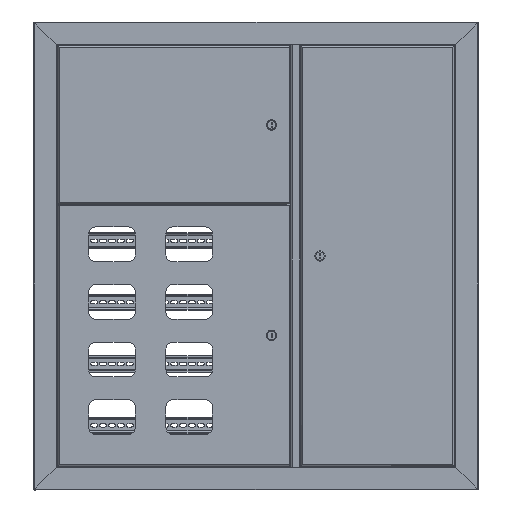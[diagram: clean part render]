
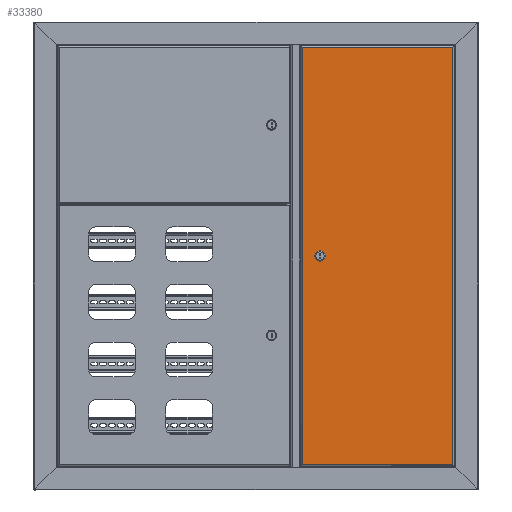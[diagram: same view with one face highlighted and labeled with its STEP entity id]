
A CAD part, top view. The second image highlights one B-rep face of the part: STEP entity #33380.
In plain terms, the highlighted planar face has unit normal (0, 0, 1).
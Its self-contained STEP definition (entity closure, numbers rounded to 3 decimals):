
#725 = CIRCLE ( 'NONE', #49973, 9.25 ) ;
#785 = VECTOR ( 'NONE', #8299, 1000. ) ;
#1667 = DIRECTION ( 'NONE',  ( -1., 0., 0. ) ) ;
#2485 = DIRECTION ( 'NONE',  ( 0., 1., 0. ) ) ;
#2520 = EDGE_LOOP ( 'NONE', ( #19389, #49552, #31898, #38336 ) ) ;
#3509 = VERTEX_POINT ( 'NONE', #8215 ) ;
#3826 = CARTESIAN_POINT ( 'NONE',  ( 1.7, 324.293, 0. ) ) ;
#3901 = DIRECTION ( 'NONE',  ( 1., 0., 0. ) ) ;
#3938 = DIRECTION ( 'NONE',  ( -1., 0., 0. ) ) ;
#5355 = DIRECTION ( 'NONE',  ( 0., 0., 1. ) ) ;
#5706 = LINE ( 'NONE', #38958, #30128 ) ;
#6414 = EDGE_CURVE ( 'NONE', #24724, #3509, #17359, .T. ) ;
#6503 = EDGE_CURVE ( 'NONE', #48891, #49388, #5706, .T. ) ;
#6707 = CARTESIAN_POINT ( 'NONE',  ( 894.7, 1.7, 0. ) ) ;
#7051 = DIRECTION ( 'NONE',  ( 0., 0., 1. ) ) ;
#7899 = VERTEX_POINT ( 'NONE', #6707 ) ;
#7903 = VECTOR ( 'NONE', #2485, 1000. ) ;
#8207 = ORIENTED_EDGE ( 'NONE', *, *, #9825, .F. ) ;
#8215 = CARTESIAN_POINT ( 'NONE',  ( 444.551, 31.5, 0. ) ) ;
#8299 = DIRECTION ( 'NONE',  ( 1., 0., 0. ) ) ;
#9825 = EDGE_CURVE ( 'NONE', #23870, #15330, #725, .T. ) ;
#10513 = ORIENTED_EDGE ( 'NONE', *, *, #57061, .F. ) ;
#12944 = CARTESIAN_POINT ( 'NONE',  ( 1.7, 1.7, 0. ) ) ;
#13704 = DIRECTION ( 'NONE',  ( 0., -1., 0. ) ) ;
#14116 = CARTESIAN_POINT ( 'NONE',  ( 444.551, 48.5, 0. ) ) ;
#15330 = VERTEX_POINT ( 'NONE', #28323 ) ;
#15712 = CARTESIAN_POINT ( 'NONE',  ( 894.7, 324., 0. ) ) ;
#16065 = LINE ( 'NONE', #34848, #7903 ) ;
#16154 = VERTEX_POINT ( 'NONE', #21719 ) ;
#16631 = CARTESIAN_POINT ( 'NONE',  ( 451.849, 48.5, 0. ) ) ;
#17336 = VECTOR ( 'NONE', #3938, 1000. ) ;
#17359 = CIRCLE ( 'NONE', #22302, 9.25 ) ;
#17559 = ORIENTED_EDGE ( 'NONE', *, *, #6414, .F. ) ;
#19370 = CARTESIAN_POINT ( 'NONE',  ( 1.7, 324., 0. ) ) ;
#19389 = ORIENTED_EDGE ( 'NONE', *, *, #23240, .T. ) ;
#19881 = PLANE ( 'NONE',  #43560 ) ;
#21719 = CARTESIAN_POINT ( 'NONE',  ( 1.7, 1.7, 0. ) ) ;
#22302 = AXIS2_PLACEMENT_3D ( 'NONE', #36860, #27632, #3901 ) ;
#22816 = VECTOR ( 'NONE', #28711, 1000. ) ;
#23240 = EDGE_CURVE ( 'NONE', #16154, #7899, #36356, .T. ) ;
#23870 = VERTEX_POINT ( 'NONE', #46001 ) ;
#24173 = DIRECTION ( 'NONE',  ( 1., 0., 0. ) ) ;
#24395 = LINE ( 'NONE', #39143, #22816 ) ;
#24587 = EDGE_CURVE ( 'NONE', #49140, #24724, #56010, .T. ) ;
#24724 = VERTEX_POINT ( 'NONE', #14116 ) ;
#25091 = DIRECTION ( 'NONE',  ( 0., 0., -1. ) ) ;
#27632 = DIRECTION ( 'NONE',  ( 0., 0., 1. ) ) ;
#28323 = CARTESIAN_POINT ( 'NONE',  ( 457.45, 40., 0. ) ) ;
#28598 = EDGE_LOOP ( 'NONE', ( #48611, #10513, #8207, #53814, #17559 ) ) ;
#28711 = DIRECTION ( 'NONE',  ( 1., 0., 0. ) ) ;
#28791 = DIRECTION ( 'NONE',  ( -1., 0., 0. ) ) ;
#30128 = VECTOR ( 'NONE', #1667, 1000. ) ;
#31898 = ORIENTED_EDGE ( 'NONE', *, *, #6503, .T. ) ;
#32369 = EDGE_CURVE ( 'NONE', #3509, #23870, #24395, .T. ) ;
#32586 = CARTESIAN_POINT ( 'NONE',  ( 448.2, 40., 0. ) ) ;
#33380 = ADVANCED_FACE ( 'NONE', ( #34929, #52515 ), #19881, .F. ) ;
#34160 = CARTESIAN_POINT ( 'NONE',  ( 448.2, 40., 0. ) ) ;
#34848 = CARTESIAN_POINT ( 'NONE',  ( 894.7, 0., 0. ) ) ;
#34929 = FACE_BOUND ( 'NONE', #28598, .T. ) ;
#36356 = LINE ( 'NONE', #12944, #785 ) ;
#36860 = CARTESIAN_POINT ( 'NONE',  ( 448.2, 40., 0. ) ) ;
#36901 = CARTESIAN_POINT ( 'NONE',  ( 451.849, 48.5, 0. ) ) ;
#38336 = ORIENTED_EDGE ( 'NONE', *, *, #50013, .T. ) ;
#38635 = CARTESIAN_POINT ( 'NONE',  ( 0., 325.7, 0. ) ) ;
#38958 = CARTESIAN_POINT ( 'NONE',  ( 894.993, 324., 0. ) ) ;
#39143 = CARTESIAN_POINT ( 'NONE',  ( 451.849, 31.5, 0. ) ) ;
#39619 = AXIS2_PLACEMENT_3D ( 'NONE', #32586, #5355, #24173 ) ;
#41089 = LINE ( 'NONE', #3826, #58902 ) ;
#43560 = AXIS2_PLACEMENT_3D ( 'NONE', #38635, #25091, #28791 ) ;
#44466 = EDGE_CURVE ( 'NONE', #7899, #48891, #16065, .T. ) ;
#44545 = CIRCLE ( 'NONE', #39619, 9.25 ) ;
#46001 = CARTESIAN_POINT ( 'NONE',  ( 451.849, 31.5, 0. ) ) ;
#48611 = ORIENTED_EDGE ( 'NONE', *, *, #24587, .F. ) ;
#48891 = VERTEX_POINT ( 'NONE', #15712 ) ;
#49140 = VERTEX_POINT ( 'NONE', #16631 ) ;
#49388 = VERTEX_POINT ( 'NONE', #19370 ) ;
#49552 = ORIENTED_EDGE ( 'NONE', *, *, #44466, .T. ) ;
#49973 = AXIS2_PLACEMENT_3D ( 'NONE', #34160, #7051, #52953 ) ;
#50013 = EDGE_CURVE ( 'NONE', #49388, #16154, #41089, .T. ) ;
#52515 = FACE_OUTER_BOUND ( 'NONE', #2520, .T. ) ;
#52953 = DIRECTION ( 'NONE',  ( 1., 0., 0. ) ) ;
#53814 = ORIENTED_EDGE ( 'NONE', *, *, #32369, .F. ) ;
#56010 = LINE ( 'NONE', #36901, #17336 ) ;
#57061 = EDGE_CURVE ( 'NONE', #15330, #49140, #44545, .T. ) ;
#58902 = VECTOR ( 'NONE', #13704, 1000. ) ;
